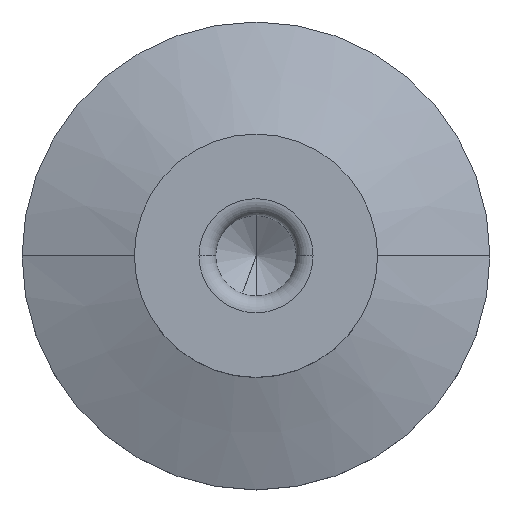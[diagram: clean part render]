
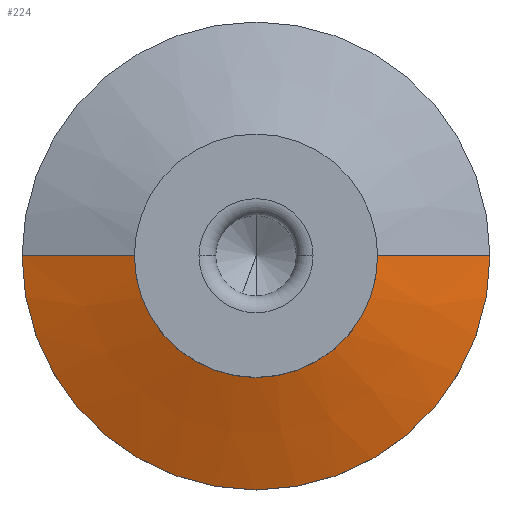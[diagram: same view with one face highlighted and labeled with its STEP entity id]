
A CAD part, top view. The second image highlights one B-rep face of the part: STEP entity #224.
In plain terms, the highlighted conical face has half-angle 69.027 degrees and reference radius 9.5 mm.
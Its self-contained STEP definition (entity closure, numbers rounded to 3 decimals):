
#132=VERTEX_POINT('',#309);
#146=VERTEX_POINT('',#325);
#156=EDGE_CURVE('',#146,#210,#336,.T.);
#162=EDGE_CURVE('',#132,#250,#343,.T.);
#196=EDGE_CURVE('',#146,#250,#381,.T.);
#210=VERTEX_POINT('',#396);
#214=EDGE_CURVE('',#210,#132,#400,.T.);
#224=ADVANCED_FACE('',(#410),#411,.T.);
#250=VERTEX_POINT('',#441);
#309=CARTESIAN_POINT('',(-6.5,0.,-0.2));
#325=CARTESIAN_POINT('',(12.5,0.,-2.5));
#336=LINE('',#535,#536);
#343=LINE('',#545,#546);
#381=CIRCLE('',#588,12.5);
#396=CARTESIAN_POINT('',(6.5,0.,-0.2));
#400=CIRCLE('',#612,6.5);
#410=FACE_OUTER_BOUND('',#627,.T.);
#411=CONICAL_SURFACE('',#628,9.5,1.205);
#441=CARTESIAN_POINT('',(-12.5,0.,-2.5));
#535=CARTESIAN_POINT('',(9.5,0.,-1.35));
#536=VECTOR('',#766,1.0);
#545=CARTESIAN_POINT('',(-9.5,0.,-1.35));
#546=VECTOR('',#778,1.0);
#588=AXIS2_PLACEMENT_3D('',#824,#825,#826);
#612=AXIS2_PLACEMENT_3D('',#847,#848,#849);
#627=EDGE_LOOP('',(#856,#857,#858,#859));
#628=AXIS2_PLACEMENT_3D('',#860,#861,#862);
#766=DIRECTION('',(-0.934,0.,0.358));
#778=DIRECTION('',(-0.934,0.,-0.358));
#824=CARTESIAN_POINT('',(0.0,0.,-2.5));
#825=DIRECTION('',(0.0,0.,-1.0));
#826=DIRECTION('',(-1.0,0.,0.));
#847=CARTESIAN_POINT('',(0.0,0.,-0.2));
#848=DIRECTION('',(0.0,0.,-1.0));
#849=DIRECTION('',(-1.0,0.,0.));
#856=ORIENTED_EDGE('',*,*,#162,.T.);
#857=ORIENTED_EDGE('',*,*,#196,.F.);
#858=ORIENTED_EDGE('',*,*,#156,.T.);
#859=ORIENTED_EDGE('',*,*,#214,.T.);
#860=CARTESIAN_POINT('',(0.0,0.,-1.35));
#861=DIRECTION('',(-0.0,0.,-1.0));
#862=DIRECTION('',(-1.0,0.,0.));
